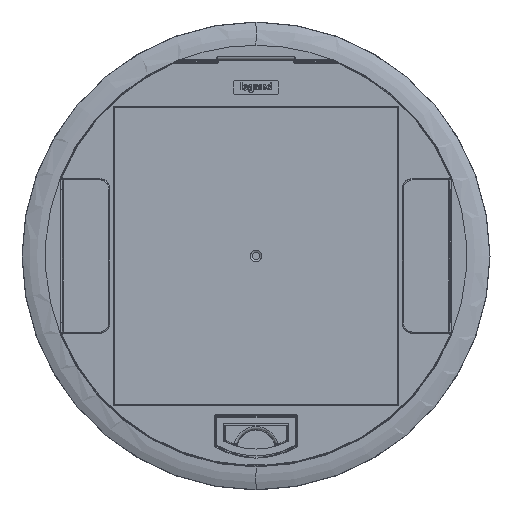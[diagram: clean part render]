
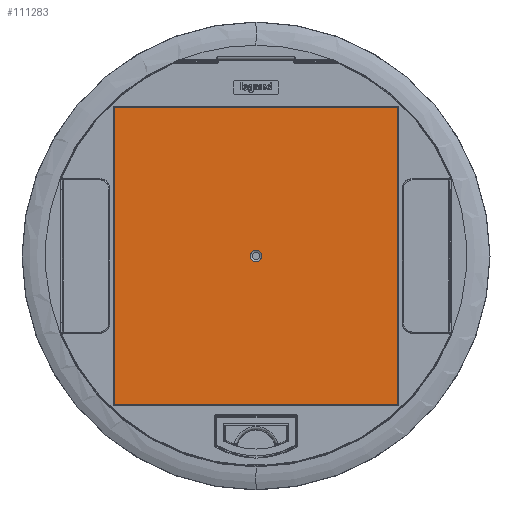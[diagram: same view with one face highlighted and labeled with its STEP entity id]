
A CAD part, top view. The second image highlights one B-rep face of the part: STEP entity #111283.
In plain terms, the highlighted planar face has unit normal (0, 0, 1).
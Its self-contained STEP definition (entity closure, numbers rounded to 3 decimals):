
#111233=AXIS2_PLACEMENT_3D('Plane Axis2P3D',#111230,#111231,#111232) ;
#111041=CARTESIAN_POINT('Vertex',(-90.873,95.303,5.)) ;
#111083=CARTESIAN_POINT('Vertex',(-90.873,-95.303,5.)) ;
#111108=CARTESIAN_POINT('Vertex',(90.873,95.303,5.)) ;
#111148=CARTESIAN_POINT('Vertex',(90.873,-95.303,5.)) ;
#111167=CARTESIAN_POINT('Line Origine',(45.654,95.303,5.)) ;
#111184=CARTESIAN_POINT('Line Origine',(-90.873,0.095,5.)) ;
#111201=CARTESIAN_POINT('Line Origine',(45.586,-95.303,5.)) ;
#111218=CARTESIAN_POINT('Line Origine',(90.873,0.095,5.)) ;
#111230=CARTESIAN_POINT('Axis2P3D Location',(0.,0.,5.)) ;
#111242=CARTESIAN_POINT('Control Point',(0.,3.712,5.)) ;
#111243=CARTESIAN_POINT('Control Point',(-0.583,3.712,5.)) ;
#111244=CARTESIAN_POINT('Control Point',(-1.166,3.598,5.)) ;
#111245=CARTESIAN_POINT('Control Point',(-1.719,3.369,5.)) ;
#111246=CARTESIAN_POINT('Control Point',(-2.706,2.706,5.)) ;
#111247=CARTESIAN_POINT('Control Point',(-3.369,1.719,5.)) ;
#111248=CARTESIAN_POINT('Control Point',(-3.598,1.166,5.)) ;
#111249=CARTESIAN_POINT('Control Point',(-3.827,0.,5.)) ;
#111250=CARTESIAN_POINT('Control Point',(-3.598,-1.166,5.)) ;
#111251=CARTESIAN_POINT('Control Point',(-3.369,-1.719,5.)) ;
#111252=CARTESIAN_POINT('Control Point',(-2.706,-2.706,5.)) ;
#111253=CARTESIAN_POINT('Control Point',(-1.719,-3.369,5.)) ;
#111254=CARTESIAN_POINT('Control Point',(-1.166,-3.598,5.)) ;
#111255=CARTESIAN_POINT('Control Point',(-0.583,-3.712,5.)) ;
#111256=CARTESIAN_POINT('Control Point',(0.,-3.712,5.)) ;
#111257=CARTESIAN_POINT('Vertex',(0.,-3.712,5.)) ;
#111259=CARTESIAN_POINT('Vertex',(0.,3.712,5.)) ;
#111263=CARTESIAN_POINT('Control Point',(0.,-3.712,5.)) ;
#111264=CARTESIAN_POINT('Control Point',(0.583,-3.712,5.)) ;
#111265=CARTESIAN_POINT('Control Point',(1.166,-3.598,5.)) ;
#111266=CARTESIAN_POINT('Control Point',(1.719,-3.369,5.)) ;
#111267=CARTESIAN_POINT('Control Point',(2.706,-2.706,5.)) ;
#111268=CARTESIAN_POINT('Control Point',(3.369,-1.719,5.)) ;
#111269=CARTESIAN_POINT('Control Point',(3.598,-1.166,5.)) ;
#111270=CARTESIAN_POINT('Control Point',(3.827,0.,5.)) ;
#111271=CARTESIAN_POINT('Control Point',(3.598,1.166,5.)) ;
#111272=CARTESIAN_POINT('Control Point',(3.369,1.719,5.)) ;
#111273=CARTESIAN_POINT('Control Point',(2.706,2.706,5.)) ;
#111274=CARTESIAN_POINT('Control Point',(1.719,3.369,5.)) ;
#111275=CARTESIAN_POINT('Control Point',(1.166,3.598,5.)) ;
#111276=CARTESIAN_POINT('Control Point',(0.583,3.712,5.)) ;
#111277=CARTESIAN_POINT('Control Point',(0.,3.712,5.)) ;
#111168=DIRECTION('Vector Direction',(-1.,0.,0.)) ;
#111185=DIRECTION('Vector Direction',(0.,1.,0.)) ;
#111202=DIRECTION('Vector Direction',(-1.,0.,0.)) ;
#111219=DIRECTION('Vector Direction',(0.,-1.,0.)) ;
#111231=DIRECTION('Axis2P3D Direction',(0.,0.,1.)) ;
#111232=DIRECTION('Axis2P3D XDirection',(1.,0.,0.)) ;
#111169=VECTOR('Line Direction',#111168,1.) ;
#111186=VECTOR('Line Direction',#111185,1.) ;
#111203=VECTOR('Line Direction',#111202,1.) ;
#111220=VECTOR('Line Direction',#111219,1.) ;
#111236=ORIENTED_EDGE('',*,*,#111171,.T.) ;
#111237=ORIENTED_EDGE('',*,*,#111188,.T.) ;
#111238=ORIENTED_EDGE('',*,*,#111205,.T.) ;
#111239=ORIENTED_EDGE('',*,*,#111222,.F.) ;
#111280=ORIENTED_EDGE('',*,*,#111261,.T.) ;
#111281=ORIENTED_EDGE('',*,*,#111278,.F.) ;
#111282=FACE_BOUND('',#111279,.T.) ;
#111283=ADVANCED_FACE('Corps principal',(#111240,#111282),#111234,.T.) ;
#111241=B_SPLINE_CURVE_WITH_KNOTS('',5,(#111242,#111243,#111244,#111245,#111246,#111247,#111248,#111249,#111250,#111251,#111252,#111253,#111254,#111255,#111256),.UNSPECIFIED.,.F.,.U.,(6,3,3,3,6),(5.831,8.747,11.663,14.579,17.494),.UNSPECIFIED.) ;
#111262=B_SPLINE_CURVE_WITH_KNOTS('',5,(#111263,#111264,#111265,#111266,#111267,#111268,#111269,#111270,#111271,#111272,#111273,#111274,#111275,#111276,#111277),.UNSPECIFIED.,.F.,.U.,(6,3,3,3,6),(17.494,20.41,23.326,26.242,29.157),.UNSPECIFIED.) ;
#111171=EDGE_CURVE('',#111109,#111042,#111170,.T.) ;
#111188=EDGE_CURVE('',#111042,#111084,#111187,.F.) ;
#111205=EDGE_CURVE('',#111084,#111149,#111204,.F.) ;
#111222=EDGE_CURVE('',#111109,#111149,#111221,.T.) ;
#111261=EDGE_CURVE('',#111258,#111260,#111241,.F.) ;
#111278=EDGE_CURVE('',#111258,#111260,#111262,.T.) ;
#111235=EDGE_LOOP('',(#111236,#111237,#111238,#111239)) ;
#111279=EDGE_LOOP('',(#111280,#111281)) ;
#111240=FACE_OUTER_BOUND('',#111235,.T.) ;
#111170=LINE('Line',#111167,#111169) ;
#111187=LINE('Line',#111184,#111186) ;
#111204=LINE('Line',#111201,#111203) ;
#111221=LINE('Line',#111218,#111220) ;
#111234=PLANE('',#111233) ;
#111042=VERTEX_POINT('',#111041) ;
#111084=VERTEX_POINT('',#111083) ;
#111109=VERTEX_POINT('',#111108) ;
#111149=VERTEX_POINT('',#111148) ;
#111258=VERTEX_POINT('',#111257) ;
#111260=VERTEX_POINT('',#111259) ;
